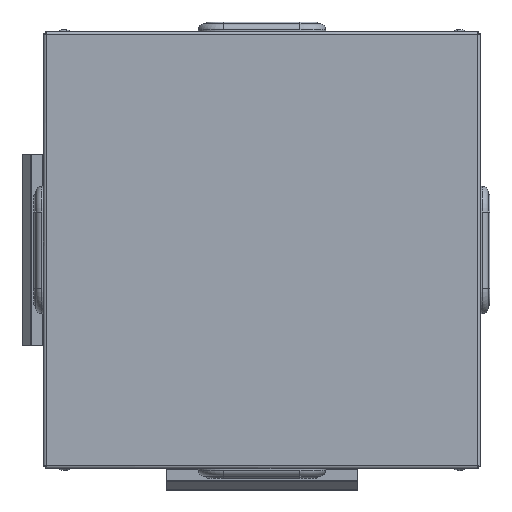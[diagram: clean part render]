
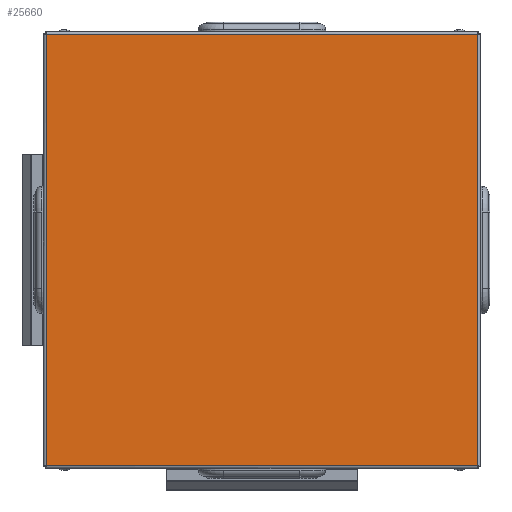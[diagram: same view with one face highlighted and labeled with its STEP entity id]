
A CAD part, front view. The second image highlights one B-rep face of the part: STEP entity #25660.
In plain terms, the highlighted planar face has unit normal (0, -1, 0).
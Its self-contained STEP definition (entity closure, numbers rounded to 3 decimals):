
#2414 = ORIENTED_EDGE ( 'NONE', *, *, #26653, .T. ) ;
#2415 = ORIENTED_EDGE ( 'NONE', *, *, #26651, .T. ) ;
#2416 = ORIENTED_EDGE ( 'NONE', *, *, #26649, .T. ) ;
#2417 = ORIENTED_EDGE ( 'NONE', *, *, #26647, .T. ) ;
#17684 = CARTESIAN_POINT ( 'NONE',  ( -115., 0., -115. ) ) ;
#17692 = FACE_OUTER_BOUND ( 'NONE', #18995, .T. ) ;
#17693 = PLANE ( 'NONE',  #20012 ) ;
#17695 = DIRECTION ( 'NONE',  ( 0., -1., 0. ) ) ;
#17696 = DIRECTION ( 'NONE',  ( 0., 0., -1. ) ) ;
#18995 = EDGE_LOOP ( 'NONE', ( #2417, #2416, #2415, #2414 ) ) ;
#20012 = AXIS2_PLACEMENT_3D ( 'NONE', #17684, #17695, #17696 ) ;
#22750 = LINE ( 'NONE', #22802, #23347 ) ;
#22794 = LINE ( 'NONE', #22798, #23344 ) ;
#22798 = CARTESIAN_POINT ( 'NONE',  ( -113.929, 0., -113.5 ) ) ;
#22800 = DIRECTION ( 'NONE',  ( 1., 0., 0. ) ) ;
#22802 = CARTESIAN_POINT ( 'NONE',  ( 113.5, 0., -113.929 ) ) ;
#22806 = DIRECTION ( 'NONE',  ( 0., 0., 1. ) ) ;
#22808 = LINE ( 'NONE', #22811, #23346 ) ;
#22811 = CARTESIAN_POINT ( 'NONE',  ( 113.929, 0., 113.5 ) ) ;
#22813 = DIRECTION ( 'NONE',  ( -1., 0., 0. ) ) ;
#22815 = LINE ( 'NONE', #22818, #23348 ) ;
#22818 = CARTESIAN_POINT ( 'NONE',  ( -113.5, 0., 113.929 ) ) ;
#22820 = DIRECTION ( 'NONE',  ( 0., 0., -1. ) ) ;
#23344 = VECTOR ( 'NONE', #22800, 1000. ) ;
#23346 = VECTOR ( 'NONE', #22813, 1000. ) ;
#23347 = VECTOR ( 'NONE', #22806, 1000. ) ;
#23348 = VECTOR ( 'NONE', #22820, 1000. ) ;
#25660 = ADVANCED_FACE ( 'NONE', ( #17692 ), #17693, .T. ) ;
#26647 = EDGE_CURVE ( 'NONE', #30882, #30867, #22794, .T. ) ;
#26649 = EDGE_CURVE ( 'NONE', #30867, #30910, #22750, .T. ) ;
#26651 = EDGE_CURVE ( 'NONE', #30910, #30906, #22808, .T. ) ;
#26653 = EDGE_CURVE ( 'NONE', #30906, #30882, #22815, .T. ) ;
#27333 = CARTESIAN_POINT ( 'NONE',  ( 113.5, 0., -113.5 ) ) ;
#27348 = CARTESIAN_POINT ( 'NONE',  ( -113.5, 0., -113.5 ) ) ;
#27372 = CARTESIAN_POINT ( 'NONE',  ( -113.5, 0., 113.5 ) ) ;
#27376 = CARTESIAN_POINT ( 'NONE',  ( 113.5, 0., 113.5 ) ) ;
#30867 = VERTEX_POINT ( 'NONE', #27333 ) ;
#30882 = VERTEX_POINT ( 'NONE', #27348 ) ;
#30906 = VERTEX_POINT ( 'NONE', #27372 ) ;
#30910 = VERTEX_POINT ( 'NONE', #27376 ) ;
